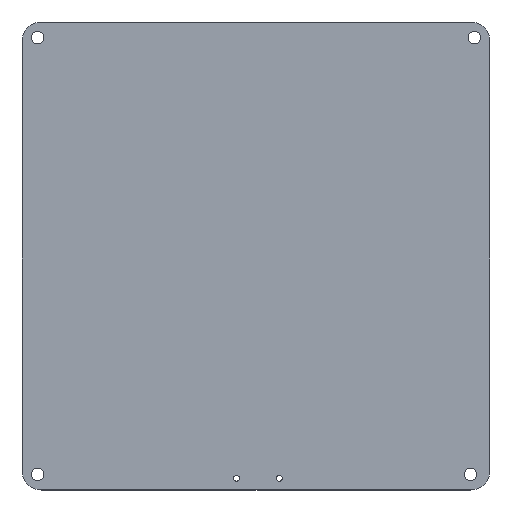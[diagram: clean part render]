
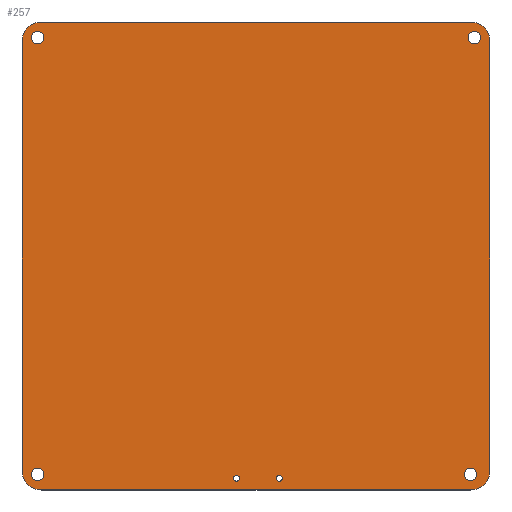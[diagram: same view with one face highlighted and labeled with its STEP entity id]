
A CAD part, top view. The second image highlights one B-rep face of the part: STEP entity #257.
In plain terms, the highlighted planar face has unit normal (0, 0, 1).
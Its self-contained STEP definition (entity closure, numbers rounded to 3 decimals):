
#42 = VERTEX_POINT('',#43);
#43 = CARTESIAN_POINT('',(186.,-29.,1.51));
#49 = EDGE_CURVE('',#42,#50,#52,.T.);
#50 = VERTEX_POINT('',#51);
#51 = CARTESIAN_POINT('',(191.,-34.,1.51));
#52 = CIRCLE('',#53,5.);
#53 = AXIS2_PLACEMENT_3D('',#54,#55,#56);
#54 = CARTESIAN_POINT('',(186.,-34.,1.51));
#55 = DIRECTION('',(0.,0.,-1.));
#56 = DIRECTION('',(0.,1.,0.));
#84 = VERTEX_POINT('',#85);
#85 = CARTESIAN_POINT('',(76.,-29.,1.51));
#91 = EDGE_CURVE('',#84,#42,#92,.T.);
#92 = LINE('',#93,#94);
#93 = CARTESIAN_POINT('',(76.,-29.,1.51));
#94 = VECTOR('',#95,1.);
#95 = DIRECTION('',(1.,0.,0.));
#113 = EDGE_CURVE('',#50,#114,#116,.T.);
#114 = VERTEX_POINT('',#115);
#115 = CARTESIAN_POINT('',(191.,-144.,1.51));
#116 = LINE('',#117,#118);
#117 = CARTESIAN_POINT('',(191.,-34.,1.51));
#118 = VECTOR('',#119,1.);
#119 = DIRECTION('',(0.,-1.,0.));
#257 = ADVANCED_FACE('',(#258,#304,#315,#326,#337,#348,#359),#370,.T.);
#258 = FACE_BOUND('',#259,.T.);
#259 = EDGE_LOOP('',(#260,#261,#262,#271,#279,#288,#296,#303));
#260 = ORIENTED_EDGE('',*,*,#49,.F.);
#261 = ORIENTED_EDGE('',*,*,#91,.F.);
#262 = ORIENTED_EDGE('',*,*,#263,.F.);
#263 = EDGE_CURVE('',#264,#84,#266,.T.);
#264 = VERTEX_POINT('',#265);
#265 = CARTESIAN_POINT('',(71.,-34.,1.51));
#266 = CIRCLE('',#267,5.);
#267 = AXIS2_PLACEMENT_3D('',#268,#269,#270);
#268 = CARTESIAN_POINT('',(76.,-34.,1.51));
#269 = DIRECTION('',(0.,0.,-1.));
#270 = DIRECTION('',(-1.,0.,-0.));
#271 = ORIENTED_EDGE('',*,*,#272,.F.);
#272 = EDGE_CURVE('',#273,#264,#275,.T.);
#273 = VERTEX_POINT('',#274);
#274 = CARTESIAN_POINT('',(71.,-144.,1.51));
#275 = LINE('',#276,#277);
#276 = CARTESIAN_POINT('',(71.,-144.,1.51));
#277 = VECTOR('',#278,1.);
#278 = DIRECTION('',(0.,1.,0.));
#279 = ORIENTED_EDGE('',*,*,#280,.F.);
#280 = EDGE_CURVE('',#281,#273,#283,.T.);
#281 = VERTEX_POINT('',#282);
#282 = CARTESIAN_POINT('',(76.,-149.,1.51));
#283 = CIRCLE('',#284,5.);
#284 = AXIS2_PLACEMENT_3D('',#285,#286,#287);
#285 = CARTESIAN_POINT('',(76.,-144.,1.51));
#286 = DIRECTION('',(0.,0.,-1.));
#287 = DIRECTION('',(0.,-1.,0.));
#288 = ORIENTED_EDGE('',*,*,#289,.F.);
#289 = EDGE_CURVE('',#290,#281,#292,.T.);
#290 = VERTEX_POINT('',#291);
#291 = CARTESIAN_POINT('',(186.,-149.,1.51));
#292 = LINE('',#293,#294);
#293 = CARTESIAN_POINT('',(186.,-149.,1.51));
#294 = VECTOR('',#295,1.);
#295 = DIRECTION('',(-1.,0.,0.));
#296 = ORIENTED_EDGE('',*,*,#297,.F.);
#297 = EDGE_CURVE('',#114,#290,#298,.T.);
#298 = CIRCLE('',#299,5.);
#299 = AXIS2_PLACEMENT_3D('',#300,#301,#302);
#300 = CARTESIAN_POINT('',(186.,-144.,1.51));
#301 = DIRECTION('',(0.,0.,-1.));
#302 = DIRECTION('',(1.,0.,0.));
#303 = ORIENTED_EDGE('',*,*,#113,.F.);
#304 = FACE_BOUND('',#305,.T.);
#305 = EDGE_LOOP('',(#306));
#306 = ORIENTED_EDGE('',*,*,#307,.T.);
#307 = EDGE_CURVE('',#308,#308,#310,.T.);
#308 = VERTEX_POINT('',#309);
#309 = CARTESIAN_POINT('',(75.,-146.6,1.51));
#310 = CIRCLE('',#311,1.6);
#311 = AXIS2_PLACEMENT_3D('',#312,#313,#314);
#312 = CARTESIAN_POINT('',(75.,-145.,1.51));
#313 = DIRECTION('',(-0.,0.,-1.));
#314 = DIRECTION('',(-0.,-1.,0.));
#315 = FACE_BOUND('',#316,.T.);
#316 = EDGE_LOOP('',(#317));
#317 = ORIENTED_EDGE('',*,*,#318,.T.);
#318 = EDGE_CURVE('',#319,#319,#321,.T.);
#319 = VERTEX_POINT('',#320);
#320 = CARTESIAN_POINT('',(126.,-146.75,1.51));
#321 = CIRCLE('',#322,0.75);
#322 = AXIS2_PLACEMENT_3D('',#323,#324,#325);
#323 = CARTESIAN_POINT('',(126.,-146.,1.51));
#324 = DIRECTION('',(-0.,0.,-1.));
#325 = DIRECTION('',(-0.,-1.,0.));
#326 = FACE_BOUND('',#327,.T.);
#327 = EDGE_LOOP('',(#328));
#328 = ORIENTED_EDGE('',*,*,#329,.T.);
#329 = EDGE_CURVE('',#330,#330,#332,.T.);
#330 = VERTEX_POINT('',#331);
#331 = CARTESIAN_POINT('',(137.,-146.75,1.51));
#332 = CIRCLE('',#333,0.75);
#333 = AXIS2_PLACEMENT_3D('',#334,#335,#336);
#334 = CARTESIAN_POINT('',(137.,-146.,1.51));
#335 = DIRECTION('',(-0.,0.,-1.));
#336 = DIRECTION('',(-0.,-1.,0.));
#337 = FACE_BOUND('',#338,.T.);
#338 = EDGE_LOOP('',(#339));
#339 = ORIENTED_EDGE('',*,*,#340,.T.);
#340 = EDGE_CURVE('',#341,#341,#343,.T.);
#341 = VERTEX_POINT('',#342);
#342 = CARTESIAN_POINT('',(186.,-146.6,1.51));
#343 = CIRCLE('',#344,1.6);
#344 = AXIS2_PLACEMENT_3D('',#345,#346,#347);
#345 = CARTESIAN_POINT('',(186.,-145.,1.51));
#346 = DIRECTION('',(-0.,0.,-1.));
#347 = DIRECTION('',(-0.,-1.,0.));
#348 = FACE_BOUND('',#349,.T.);
#349 = EDGE_LOOP('',(#350));
#350 = ORIENTED_EDGE('',*,*,#351,.T.);
#351 = EDGE_CURVE('',#352,#352,#354,.T.);
#352 = VERTEX_POINT('',#353);
#353 = CARTESIAN_POINT('',(75.,-34.6,1.51));
#354 = CIRCLE('',#355,1.6);
#355 = AXIS2_PLACEMENT_3D('',#356,#357,#358);
#356 = CARTESIAN_POINT('',(75.,-33.,1.51));
#357 = DIRECTION('',(-0.,0.,-1.));
#358 = DIRECTION('',(-0.,-1.,0.));
#359 = FACE_BOUND('',#360,.T.);
#360 = EDGE_LOOP('',(#361));
#361 = ORIENTED_EDGE('',*,*,#362,.T.);
#362 = EDGE_CURVE('',#363,#363,#365,.T.);
#363 = VERTEX_POINT('',#364);
#364 = CARTESIAN_POINT('',(187.,-34.6,1.51));
#365 = CIRCLE('',#366,1.6);
#366 = AXIS2_PLACEMENT_3D('',#367,#368,#369);
#367 = CARTESIAN_POINT('',(187.,-33.,1.51));
#368 = DIRECTION('',(-0.,0.,-1.));
#369 = DIRECTION('',(-0.,-1.,0.));
#370 = PLANE('',#371);
#371 = AXIS2_PLACEMENT_3D('',#372,#373,#374);
#372 = CARTESIAN_POINT('',(0.,0.,1.51));
#373 = DIRECTION('',(0.,0.,1.));
#374 = DIRECTION('',(1.,0.,-0.));
